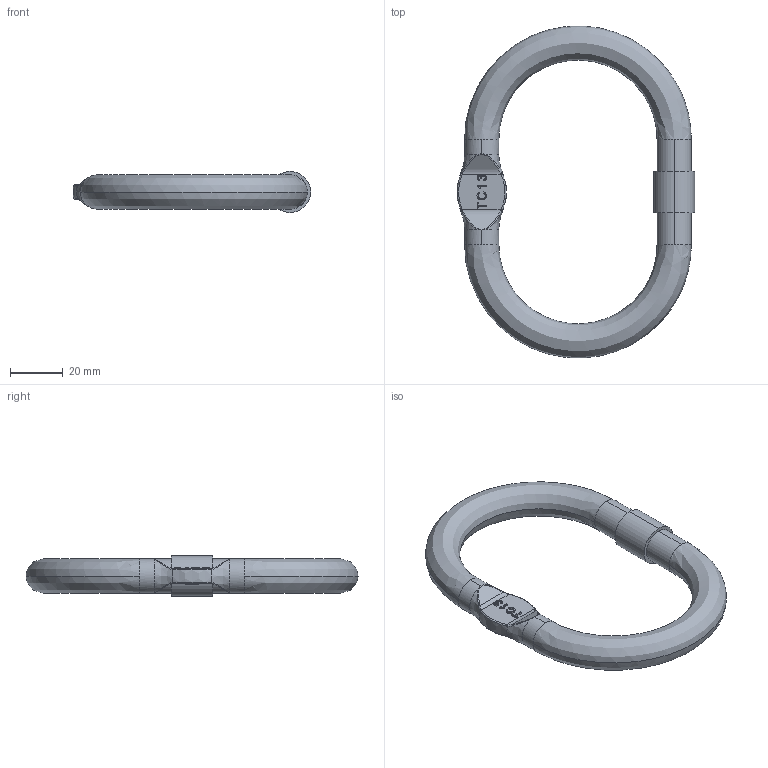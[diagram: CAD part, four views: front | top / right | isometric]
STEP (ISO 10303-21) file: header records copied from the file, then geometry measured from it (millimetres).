
FILE_DESCRIPTION(('STEP AP214'),'1');
FILE_NAME('ms13j.stp','2018-02-28T09:09:51',('TraceParts'),('TraceParts S.A.'),'Spatial InterOp 3D',' ',' ');
FILE_SCHEMA(('automotive_design'));
Length unit declared in the file: millimetre
Products named in the file (1): ms13j
Bounding box: 90.07 x 125.93 x 15.6 mm (x, y, z)
Volume: 41161.8 mm3; surface area: 13053.1 mm2
Topology: 1 solids, 1 shells, 192 faces, 493 edges, 318 vertices
Faces by surface type: bspline 103, plane 63, cylinder 26
Entity records: 11912 total; most frequent: CARTESIAN_POINT 6353, ORIENTED_EDGE 986, DIRECTION 563, EDGE_CURVE 493, VERTEX_POINT 318, EDGE_LOOP 209, LINE 207, VECTOR 207
